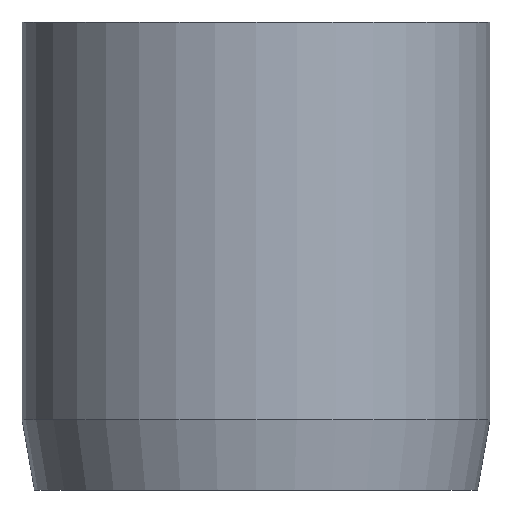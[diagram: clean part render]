
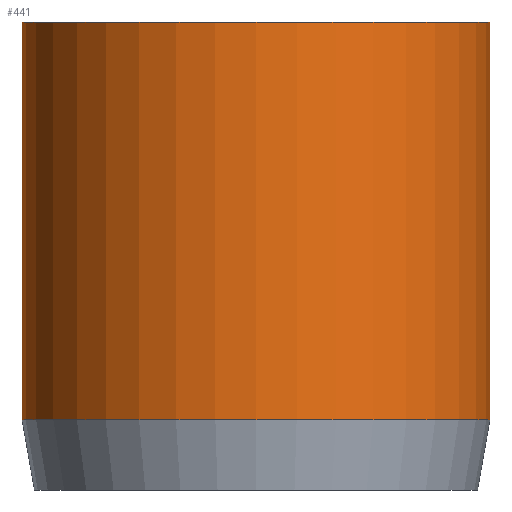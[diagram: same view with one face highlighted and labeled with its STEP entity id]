
A CAD part, front view. The second image highlights one B-rep face of the part: STEP entity #441.
In plain terms, the highlighted cylindrical face has radius 5 mm (diameter 10 mm), a partial arc.
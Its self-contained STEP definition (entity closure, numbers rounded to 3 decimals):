
#6 = VERTEX_POINT ( 'NONE', #632 ) ;
#121 = DIRECTION ( 'NONE',  ( -1., 0., 0. ) ) ;
#204 = LINE ( 'NONE', #865, #449 ) ;
#221 = CARTESIAN_POINT ( 'NONE',  ( 0., 0., 10. ) ) ;
#225 = DIRECTION ( 'NONE',  ( 0., 0., -1. ) ) ;
#238 = CARTESIAN_POINT ( 'NONE',  ( 5., 0., 10. ) ) ;
#240 = VECTOR ( 'NONE', #225, 1000. ) ;
#262 = CYLINDRICAL_SURFACE ( 'NONE', #869, 5. ) ;
#266 = DIRECTION ( 'NONE',  ( 0., 0., 1. ) ) ;
#298 = CIRCLE ( 'NONE', #762, 5. ) ;
#309 = FACE_OUTER_BOUND ( 'NONE', #862, .T. ) ;
#322 = ORIENTED_EDGE ( 'NONE', *, *, #914, .T. ) ;
#334 = ORIENTED_EDGE ( 'NONE', *, *, #983, .T. ) ;
#441 = ADVANCED_FACE ( 'NONE', ( #309 ), #262, .T. ) ;
#449 = VECTOR ( 'NONE', #778, 1000. ) ;
#450 = CARTESIAN_POINT ( 'NONE',  ( 0., 0., 1.5 ) ) ;
#481 = CARTESIAN_POINT ( 'NONE',  ( 5., 0., 1.5 ) ) ;
#507 = LINE ( 'NONE', #238, #240 ) ;
#514 = CARTESIAN_POINT ( 'NONE',  ( -5., 0., 1.5 ) ) ;
#538 = DIRECTION ( 'NONE',  ( 1., 0., 0. ) ) ;
#632 = CARTESIAN_POINT ( 'NONE',  ( -5., 0., 10. ) ) ;
#646 = CIRCLE ( 'NONE', #965, 5. ) ;
#759 = DIRECTION ( 'NONE',  ( 0., 0., -1. ) ) ;
#762 = AXIS2_PLACEMENT_3D ( 'NONE', #796, #266, #897 ) ;
#772 = CARTESIAN_POINT ( 'NONE',  ( 5., 0., 10. ) ) ;
#774 = VERTEX_POINT ( 'NONE', #481 ) ;
#778 = DIRECTION ( 'NONE',  ( 0., 0., -1. ) ) ;
#787 = ORIENTED_EDGE ( 'NONE', *, *, #882, .F. ) ;
#796 = CARTESIAN_POINT ( 'NONE',  ( 0., 0., 10. ) ) ;
#862 = EDGE_LOOP ( 'NONE', ( #787, #970, #322, #334 ) ) ;
#865 = CARTESIAN_POINT ( 'NONE',  ( -5., 0., 10. ) ) ;
#869 = AXIS2_PLACEMENT_3D ( 'NONE', #221, #759, #121 ) ;
#871 = VERTEX_POINT ( 'NONE', #772 ) ;
#882 = EDGE_CURVE ( 'NONE', #871, #774, #507, .T. ) ;
#897 = DIRECTION ( 'NONE',  ( 1., 0., 0. ) ) ;
#914 = EDGE_CURVE ( 'NONE', #6, #940, #204, .T. ) ;
#936 = EDGE_CURVE ( 'NONE', #6, #871, #298, .T. ) ;
#940 = VERTEX_POINT ( 'NONE', #514 ) ;
#965 = AXIS2_PLACEMENT_3D ( 'NONE', #450, #1084, #538 ) ;
#970 = ORIENTED_EDGE ( 'NONE', *, *, #936, .F. ) ;
#983 = EDGE_CURVE ( 'NONE', #940, #774, #646, .T. ) ;
#1084 = DIRECTION ( 'NONE',  ( 0., 0., 1. ) ) ;
